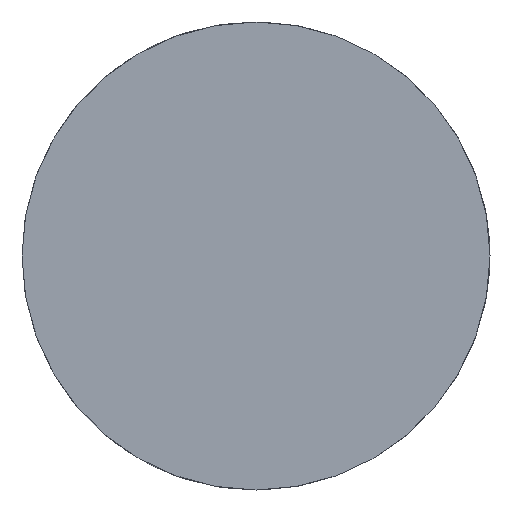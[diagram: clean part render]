
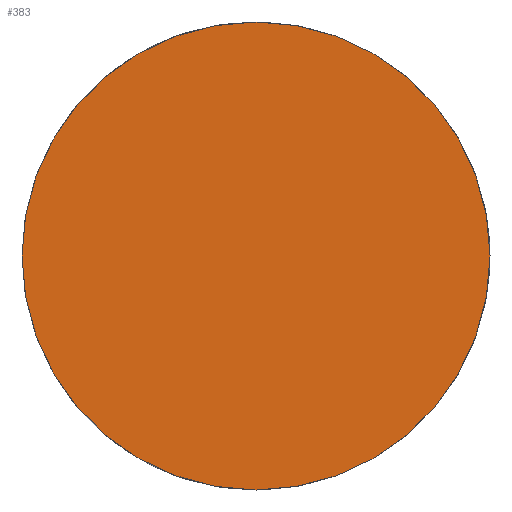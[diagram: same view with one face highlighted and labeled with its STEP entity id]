
A CAD part, left-side view. The second image highlights one B-rep face of the part: STEP entity #383.
In plain terms, the highlighted planar face has unit normal (-1, 0, 0).
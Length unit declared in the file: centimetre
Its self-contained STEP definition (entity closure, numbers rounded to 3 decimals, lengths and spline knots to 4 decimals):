
#148=CIRCLE('',#718,1.2038);
#175=VERTEX_POINT('',#1011);
#213=EDGE_CURVE('',#175,#175,#148,.T.);
#324=ORIENTED_EDGE('',*,*,#213,.F.);
#346=EDGE_LOOP('',(#324));
#365=FACE_BOUND('',#346,.T.);
#383=ADVANCED_FACE('',(#365),#815,.T.);
#718=AXIS2_PLACEMENT_3D('',#1010,#1139,#1140);
#730=AXIS2_PLACEMENT_3D('',#1063,#1170,$);
#815=PLANE('',#730);
#1010=CARTESIAN_POINT('',(-11.3145,0.,0.));
#1011=CARTESIAN_POINT('',(-11.3145,1.2038,0.));
#1063=CARTESIAN_POINT('',(-11.3145,0.6019,0.));
#1139=DIRECTION('',(1.,0.,0.));
#1140=DIRECTION('',(0.,1.204,0.));
#1170=DIRECTION('',(-1.,0.,0.));
